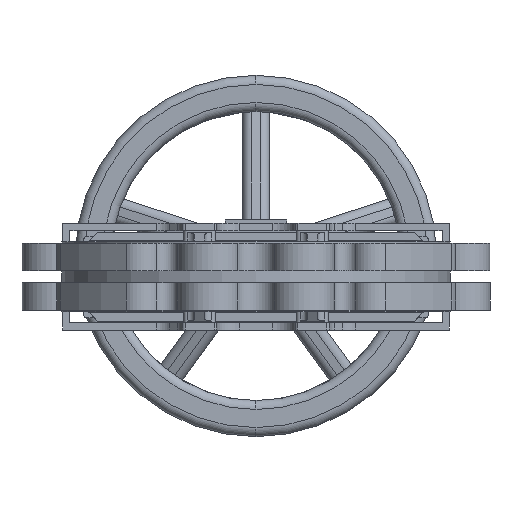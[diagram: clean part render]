
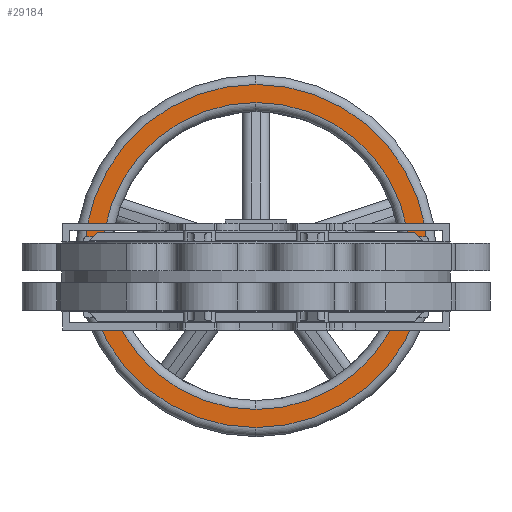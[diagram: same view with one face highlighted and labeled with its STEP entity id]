
A CAD part, front view. The second image highlights one B-rep face of the part: STEP entity #29184.
In plain terms, the highlighted planar face has unit normal (0, -1, 0).
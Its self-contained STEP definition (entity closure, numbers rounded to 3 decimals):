
#1916 = EDGE_LOOP ( 'NONE', ( #19916, #51944 ) ) ;
#2285 = DIRECTION ( 'NONE',  ( 0., 0., 1. ) ) ;
#3925 = AXIS2_PLACEMENT_3D ( 'NONE', #32581, #56083, #41913 ) ;
#3961 = CARTESIAN_POINT ( 'NONE',  ( 0., 921.5, 186.5 ) ) ;
#4517 = EDGE_CURVE ( 'NONE', #13995, #18209, #48634, .T. ) ;
#4562 = CARTESIAN_POINT ( 'NONE',  ( 0., 921.5, -173.5 ) ) ;
#6967 = CARTESIAN_POINT ( 'NONE',  ( 0., 921.5, 16.5 ) ) ;
#11993 = DIRECTION ( 'NONE',  ( 0., 1., 0. ) ) ;
#12768 = DIRECTION ( 'NONE',  ( 0., 0., 1. ) ) ;
#13995 = VERTEX_POINT ( 'NONE', #34587 ) ;
#15240 = FACE_BOUND ( 'NONE', #1916, .T. ) ;
#15851 = DIRECTION ( 'NONE',  ( 0., 0., 1. ) ) ;
#18209 = VERTEX_POINT ( 'NONE', #4562 ) ;
#19916 = ORIENTED_EDGE ( 'NONE', *, *, #39536, .T. ) ;
#21741 = DIRECTION ( 'NONE',  ( 0., 1., 0. ) ) ;
#23783 = CIRCLE ( 'NONE', #40933, 190. ) ;
#24556 = EDGE_CURVE ( 'NONE', #18209, #13995, #23783, .T. ) ;
#26646 = VERTEX_POINT ( 'NONE', #3961 ) ;
#27058 = FACE_OUTER_BOUND ( 'NONE', #37397, .T. ) ;
#28728 = DIRECTION ( 'NONE',  ( 0., -1., 0. ) ) ;
#29184 = ADVANCED_FACE ( 'NONE', ( #27058, #15240 ), #44469, .F. ) ;
#31334 = CIRCLE ( 'NONE', #40248, 170. ) ;
#32581 = CARTESIAN_POINT ( 'NONE',  ( 0., 921.5, 16.5 ) ) ;
#34587 = CARTESIAN_POINT ( 'NONE',  ( 0., 921.5, 206.5 ) ) ;
#34963 = CARTESIAN_POINT ( 'NONE',  ( 0., 921.5, 16.5 ) ) ;
#35325 = CIRCLE ( 'NONE', #52269, 170. ) ;
#35525 = DIRECTION ( 'NONE',  ( 0., 1., 0. ) ) ;
#37303 = ORIENTED_EDGE ( 'NONE', *, *, #4517, .T. ) ;
#37397 = EDGE_LOOP ( 'NONE', ( #37303, #55943 ) ) ;
#38138 = AXIS2_PLACEMENT_3D ( 'NONE', #53227, #21741, #52854 ) ;
#39536 = EDGE_CURVE ( 'NONE', #26646, #42502, #31334, .T. ) ;
#40248 = AXIS2_PLACEMENT_3D ( 'NONE', #34963, #35525, #12768 ) ;
#40933 = AXIS2_PLACEMENT_3D ( 'NONE', #6967, #28728, #2285 ) ;
#41650 = EDGE_CURVE ( 'NONE', #42502, #26646, #35325, .T. ) ;
#41913 = DIRECTION ( 'NONE',  ( 0., 0., 1. ) ) ;
#42502 = VERTEX_POINT ( 'NONE', #45134 ) ;
#44469 = PLANE ( 'NONE',  #38138 ) ;
#45134 = CARTESIAN_POINT ( 'NONE',  ( 0., 921.5, -153.5 ) ) ;
#47161 = CARTESIAN_POINT ( 'NONE',  ( 0., 921.5, 16.5 ) ) ;
#48634 = CIRCLE ( 'NONE', #3925, 190. ) ;
#51944 = ORIENTED_EDGE ( 'NONE', *, *, #41650, .T. ) ;
#52269 = AXIS2_PLACEMENT_3D ( 'NONE', #47161, #11993, #15851 ) ;
#52854 = DIRECTION ( 'NONE',  ( 0., 0., 1. ) ) ;
#53227 = CARTESIAN_POINT ( 'NONE',  ( 0., 921.5, 16.5 ) ) ;
#55943 = ORIENTED_EDGE ( 'NONE', *, *, #24556, .T. ) ;
#56083 = DIRECTION ( 'NONE',  ( 0., -1., 0. ) ) ;
